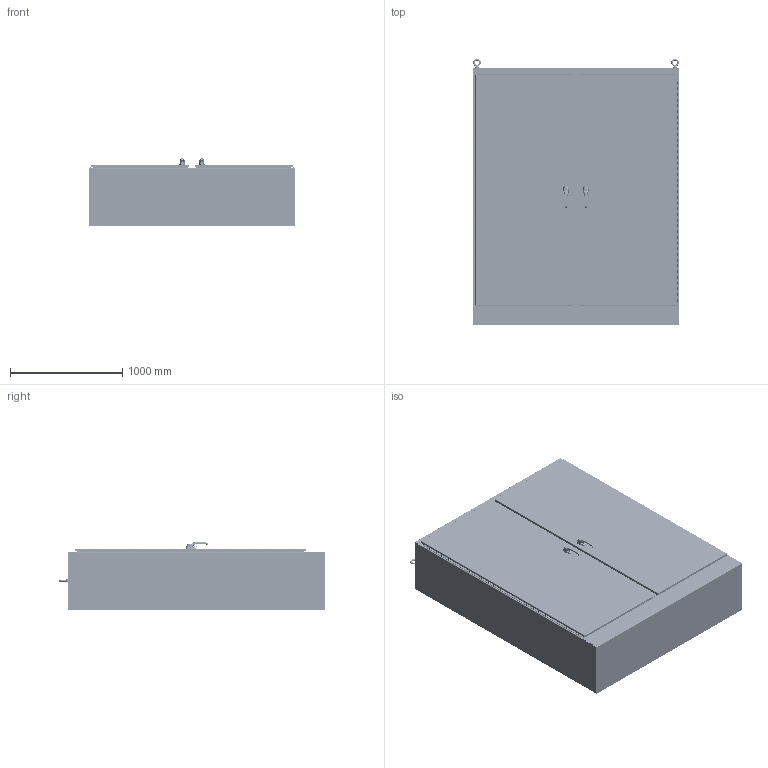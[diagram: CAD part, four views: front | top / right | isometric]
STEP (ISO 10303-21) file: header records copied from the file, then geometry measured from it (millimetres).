
FILE_DESCRIPTION (( 'STEP AP214' ), '1' );
FILE_NAME ('WA907220SSFSDN43PT.STEP', '2016-02-16T13:40:50', ( '' ), ( '' ), 'SwSTEP 2.0', 'SolidWorks 2014', '' );
FILE_SCHEMA (( 'AUTOMOTIVE_DESIGN' ));
Length unit declared in the file: inch
Products named in the file (63): 328131L-78; 30254; HFW32451; 328131T-78; 37031; SPACER; WA90SSFSDN43PTRML; HFW31712; 1225-05; WA90SSFSDN43PTMLR; 1091-BR11_AF0; 1000-02; HFW372182; SUPPORT-ROLL_AF0; 1000-277-01; HFW316325; PLASTIC-ROLLER-CAM_AF0_ASM; DIN985_M10; HFW303116; LOCK-NUT_AF0; D125B_10_5; HFW303115; 7379-M6-8X25_AF0; 1091-76; 38846; PLASTIC-ROLLER-CAM_AF1; 2100-11; WA9020SSFSDN43PTRS; 1091-903_AF0; DIN3771_16X2_5; WA20SSFSDN43PTLEA; 349131; 1091-903_AF0_2; 1091-75; WA7220SSFSDN43PTBTM; WA72SSFSDN43PTSTFNR; 1091-903_AF0_1; 1091-B11_ASM; WA7220SSFSDN43PTTOP; FUN00132_19.75(_DQ) ...
Assembly tree (114 placements, depth 6):
  WA907220SSFSDN43PT
    WA9072SSFSDN43PTFB
    WA7220SSFSDN43PTTOP
    WA7220SSFSDN43PTBTM
    WA20SSFSDN43PTLEA  x2
    WA9020SSFSDN43PTRS
    38846  x2
    HFW303115  x2
    HFW303116  x2
    HFW316325  x2
    HFW372182  x8
    WA90SSFSDN43PTMLR
    WA90SSFSDN43PTRML
    328131-78
      328131T-78
      328131L-78
      328131P-78
    328131-78_1
      328131T-78
      328131L-78
      328131P-78
    WA9072SSFSDN43PTRDRASSM
      WA9072SSFSDN43PTRDR
      HFW31234  x2
      HFW31233  x2
      HFW369101  x4
      SS_LARGE_DOOR_ROD_ASSM-37031
        HFW31712
          1091-903_AF0
            1091-903_AF0_1
            1091-903_AF0_2
          PLASTIC-ROLLER-CAM_AF0_ASM
            PLASTIC-ROLLER-CAM_AF1
            7379-M6-8X25_AF0
            LOCK-NUT_AF0
          SUPPORT-ROLL_AF0
          1091-BR11_AF0
        37031  x2
        30254  x2
        HFW3762  x4
        31230  x2
        3862  x2
      HFW32451
        1091-73
        1091-B11_ASM
          1091-74-03
          1091-74-01
        1091-75
        DIN3771_16X2_5
        2100-11
        1091-76
        D125B_10_5
        DIN985_M10
        1000-277-01  x2
        1000-02
        1225-05
        SPACER
      38846
      WA9072SSFSDN43PTFIP
    WA9072SSFSDN43PTLDRASSM
Bounding box: 1831.97 x 2368.49 x 597.95 mm (x, y, z)
Volume: 47235363.9 mm3; surface area: 30288835.6 mm2
Topology: 133 solids, 135 shells, 7276 faces, 18584 edges, 11194 vertices
Faces by surface type: plane 2800, cylinder 2780, torus 738, bspline 416, cone 344, sphere 198
Entity records: 136867 total; most frequent: CARTESIAN_POINT 44926, DIRECTION 16661, ORIENTED_EDGE 15978, EDGE_CURVE 8067, AXIS2_PLACEMENT_3D 6140, VERTEX_POINT 4966, LINE 4381, VECTOR 4381
